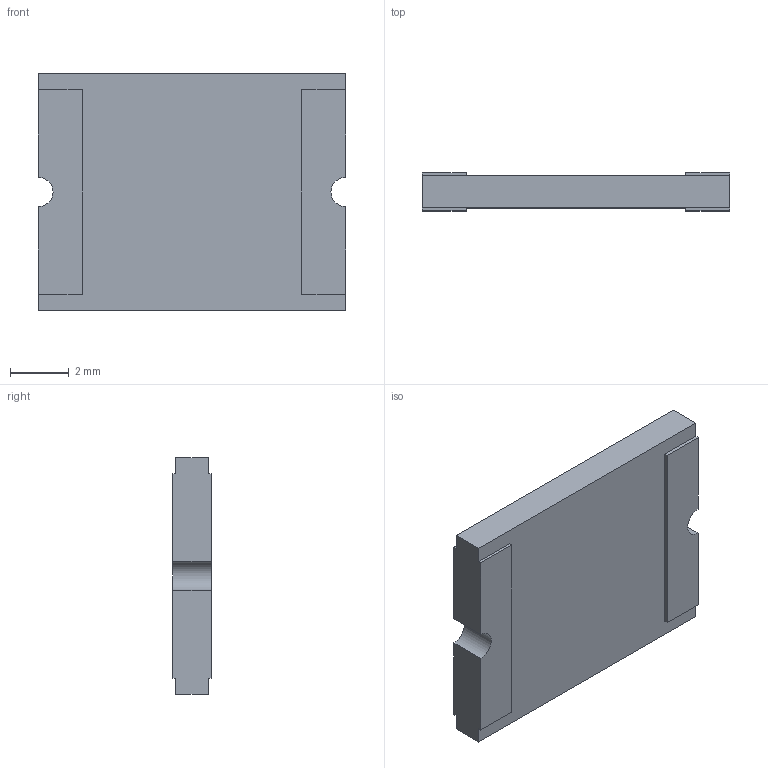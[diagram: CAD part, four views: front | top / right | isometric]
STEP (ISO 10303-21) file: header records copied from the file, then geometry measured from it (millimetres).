
FILE_DESCRIPTION((''),'2;1');
FILE_NAME('PRT0017','2018-06-26T',('Srd3-se-Tubo'),(''),'PRO/ENGINEER BY PARAMETRIC TECHNOLOGY CORPORATION, 2012480','PRO/ENGINEER BY PARAMETRIC TECHNOLOGY CORPORATION, 2012480','');
FILE_SCHEMA(('AP203_CONFIGURATION_CONTROLLED_3D_DESIGN_OF_MECHANICAL_PARTS_AND_ASSEMBLIES_MIM_LF { 1 0 10303 403 2 1 2 }'));
Length unit declared in the file: millimetre
Products named in the file (1): PRT0017
Bounding box: 10.5 x 1.3 x 8.1 mm (x, y, z)
Volume: 96.7 mm3; surface area: 217.7 mm2
Topology: 1 solids, 1 shells, 26 faces, 96 edges, 72 vertices
Faces by surface type: plane 24, cylinder 2
Entity records: 1388 total; most frequent: CARTESIAN_POINT 196, DIRECTION 189, ORIENTED_EDGE 144, VECTOR 98, LINE 98, EDGE_CURVE 72, PRESENTATION_STYLE_ASSIGNMENT 49, STYLED_ITEM 49
